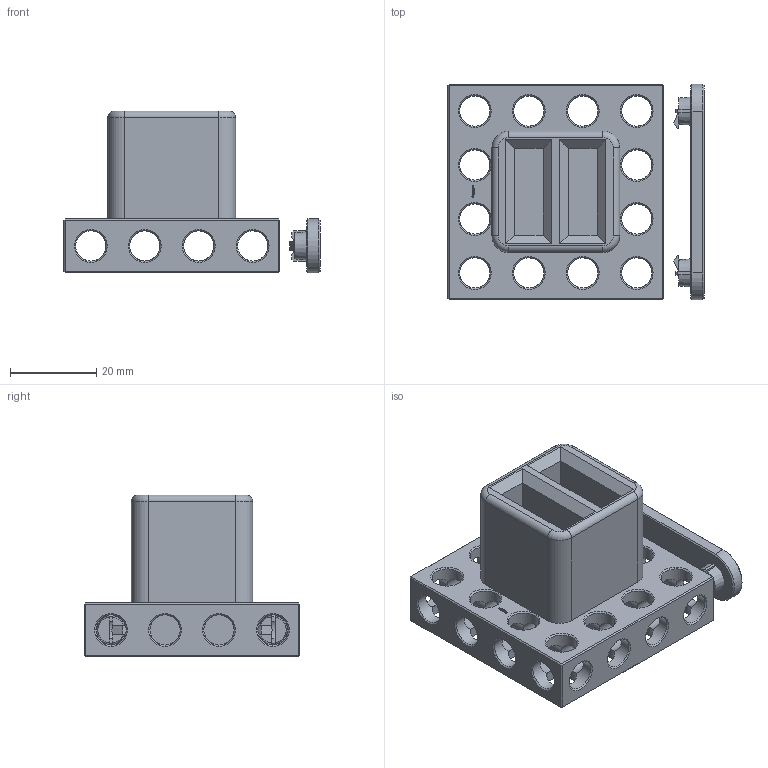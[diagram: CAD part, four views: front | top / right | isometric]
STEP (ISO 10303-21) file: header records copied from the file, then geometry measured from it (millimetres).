
FILE_DESCRIPTION(('FreeCAD Model'),'2;1');
FILE_NAME('Open CASCADE Shape Model','2022-07-19T01:15:23',(''),(''), 'Open CASCADE STEP processor 7.5','FreeCAD','Unknown');
FILE_SCHEMA(('AUTOMOTIVE_DESIGN { 1 0 10303 214 1 1 1 1 }'));
Products named in the file (1): Tool Stand Sign [for SPN-TOL-0004] - SPN-TOL-0042 (stemfie.org)
Bounding box: 59.38 x 50 x 37.5 mm (x, y, z)
Volume: 32192 mm3; surface area: 19121.4 mm2
Topology: 2 solids, 2 shells, 883 faces, 7590 edges, 21730 vertices
Faces by surface type: plane 477, extrusion 278, cylinder 76, cone 48, torus 4
Full cylindrical faces by diameter (mm): 7 x64
Entity records: 140001 total; most frequent: CARTESIAN_POINT 51952, DIRECTION 12538, VECTOR 8975, LINE 8697, GEOMETRIC_CURVE_SET 5061, ORIENTED_EDGE 5060, PCURVE 5060, DEFINITIONAL_REPRESENTATION 5060
